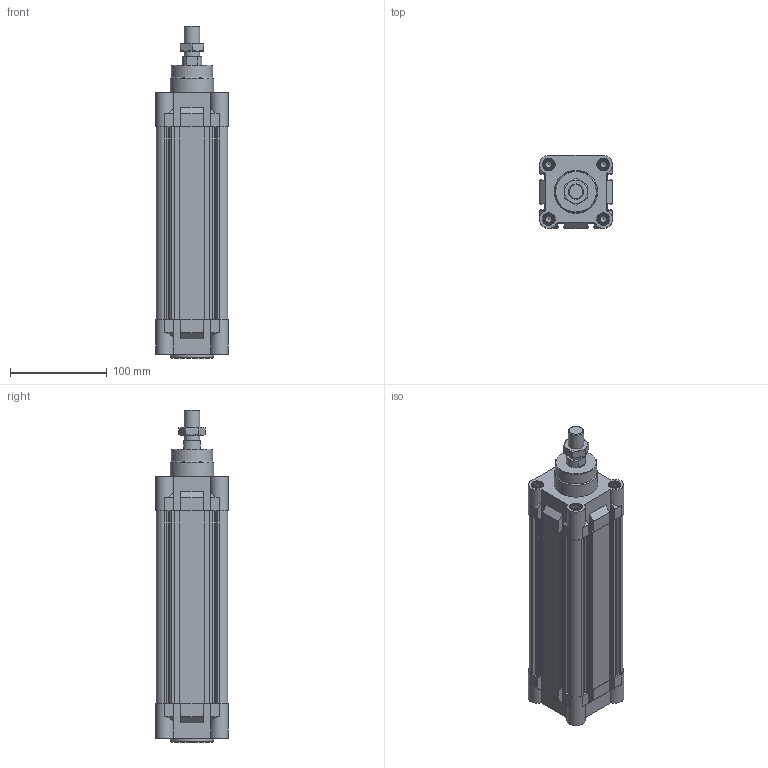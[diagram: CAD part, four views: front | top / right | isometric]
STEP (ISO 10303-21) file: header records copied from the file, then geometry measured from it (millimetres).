
FILE_DESCRIPTION(/* description */ ('STEP AP214'),/* implementation_level */ '2;1');
FILE_NAME(/* name */ '1922639_DNC-63-150-PPV-A',/* time_stamp */ '2024-08-20T17:50:17+02:00',/* author */ ('License CC BY-ND 4.0'),/* organization */ ('CADENAS'),/* preprocessor_version */ 'ST-DEVELOPER v19.3',/* originating_system */ 'PARTsolutions',/* authorisation */ ' ');
FILE_SCHEMA (('AUTOMOTIVE_DESIGN {1 0 10303 214 3 1 1}'));
Length unit declared in the file: millimetre
Products named in the file (4): 1922639 DNC-63-150-PPV-A---(asm_0); 1922639 DNC-63-150---(ZR); DNC-63-150---(KS); DIN-439-B - M16x1.5(F)
Assembly tree (3 placements, depth 2):
  1922639 DNC-63-150-PPV-A---(asm_0)
    1922639 DNC-63-150---(ZR)
    DNC-63-150---(KS)
    DIN-439-B - M16x1.5(F)
Bounding box: 75.5 x 75.5 x 344 mm (x, y, z)
Volume: 1016557.7 mm3; surface area: 200655.6 mm2
Topology: 3 solids, 3 shells, 708 faces, 1939 edges, 1273 vertices
Faces by surface type: plane 432, cylinder 139, cone 137
Full cylindrical faces by diameter (mm): 4.134 x2, 6.647 x8, 8 x10, 12 x8, 13.2 x8, 14.376 x1, 14.95 x2, 16 x1, 20 x2, 43 x1, 45 x2, 63 x2
Entity records: 21978 total; most frequent: CARTESIAN_POINT 4452, ORIENTED_EDGE 3650, DIRECTION 3448, EDGE_CURVE 1825, VERTEX_POINT 1255, LINE 1194, VECTOR 1194, AXIS2_PLACEMENT_3D 1127
